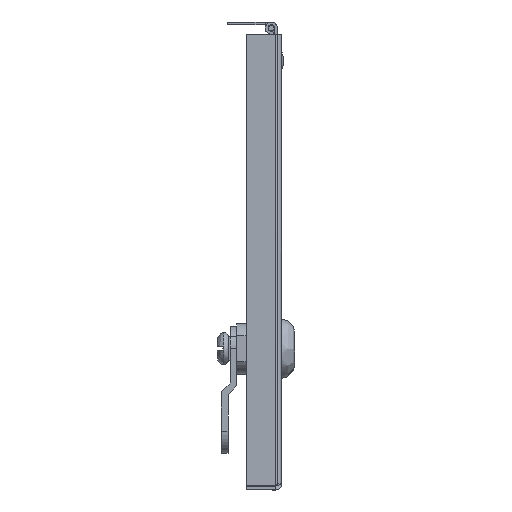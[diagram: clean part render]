
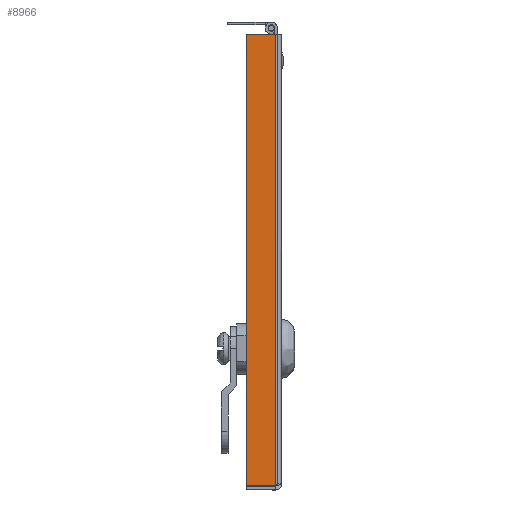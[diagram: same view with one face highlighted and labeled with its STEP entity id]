
A CAD part, left-side view. The second image highlights one B-rep face of the part: STEP entity #8966.
In plain terms, the highlighted planar face has unit normal (-1, 0, 0).
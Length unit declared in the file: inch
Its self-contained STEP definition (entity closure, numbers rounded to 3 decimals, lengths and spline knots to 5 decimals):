
#140 = CARTESIAN_POINT ( 'NONE',  ( -12.297, 0.5, -12.914 ) ) ;
#232 = DIRECTION ( 'NONE',  ( 0., 0., -1. ) ) ;
#320 = FACE_OUTER_BOUND ( 'NONE', #14718, .T. ) ;
#1220 = DIRECTION ( 'NONE',  ( 0., 1., 0. ) ) ;
#1519 = ORIENTED_EDGE ( 'NONE', *, *, #11909, .F. ) ;
#1762 = CARTESIAN_POINT ( 'NONE',  ( -12.297, 0.086, -3.19289 ) ) ;
#2025 = CARTESIAN_POINT ( 'NONE',  ( -12.297, 0., -3.19289 ) ) ;
#2465 = ORIENTED_EDGE ( 'NONE', *, *, #14701, .F. ) ;
#2696 = EDGE_CURVE ( 'NONE', #10627, #4357, #7508, .T. ) ;
#3255 = VECTOR ( 'NONE', #15140, 39.37008 ) ;
#4357 = VERTEX_POINT ( 'NONE', #18002 ) ;
#4423 = VECTOR ( 'NONE', #1220, 39.37008 ) ;
#4873 = CARTESIAN_POINT ( 'NONE',  ( -12.297, 0.086, 3.25 ) ) ;
#4903 = DIRECTION ( 'NONE',  ( 0., -1., 0. ) ) ;
#5614 = DIRECTION ( 'NONE',  ( 0., 0., -1. ) ) ;
#6094 = VECTOR ( 'NONE', #4903, 39.37008 ) ;
#6159 = AXIS2_PLACEMENT_3D ( 'NONE', #9056, #13491, #232 ) ;
#6583 = LINE ( 'NONE', #2025, #4423 ) ;
#6975 = CARTESIAN_POINT ( 'NONE',  ( -12.297, 0.086, 3.25 ) ) ;
#7508 = LINE ( 'NONE', #140, #3255 ) ;
#8567 = ORIENTED_EDGE ( 'NONE', *, *, #16495, .F. ) ;
#8966 = ADVANCED_FACE ( 'NONE', ( #320 ), #14960, .F. ) ;
#9056 = CARTESIAN_POINT ( 'NONE',  ( -12.297, 0., -12.914 ) ) ;
#9358 = VECTOR ( 'NONE', #5614, 39.37008 ) ;
#10627 = VERTEX_POINT ( 'NONE', #16662 ) ;
#10841 = ORIENTED_EDGE ( 'NONE', *, *, #2696, .F. ) ;
#11909 = EDGE_CURVE ( 'NONE', #12611, #10627, #6583, .T. ) ;
#12611 = VERTEX_POINT ( 'NONE', #1762 ) ;
#13423 = LINE ( 'NONE', #6975, #9358 ) ;
#13491 = DIRECTION ( 'NONE',  ( 1., 0., 0. ) ) ;
#14701 = EDGE_CURVE ( 'NONE', #18162, #12611, #13423, .T. ) ;
#14718 = EDGE_LOOP ( 'NONE', ( #8567, #10841, #1519, #2465 ) ) ;
#14960 = PLANE ( 'NONE',  #6159 ) ;
#15140 = DIRECTION ( 'NONE',  ( 0., 0., 1. ) ) ;
#16495 = EDGE_CURVE ( 'NONE', #4357, #18162, #18159, .T. ) ;
#16662 = CARTESIAN_POINT ( 'NONE',  ( -12.297, 0.5, -3.19289 ) ) ;
#17359 = CARTESIAN_POINT ( 'NONE',  ( -12.297, 0.057, 3.25 ) ) ;
#18002 = CARTESIAN_POINT ( 'NONE',  ( -12.297, 0.5, 3.25 ) ) ;
#18159 = LINE ( 'NONE', #17359, #6094 ) ;
#18162 = VERTEX_POINT ( 'NONE', #4873 ) ;
